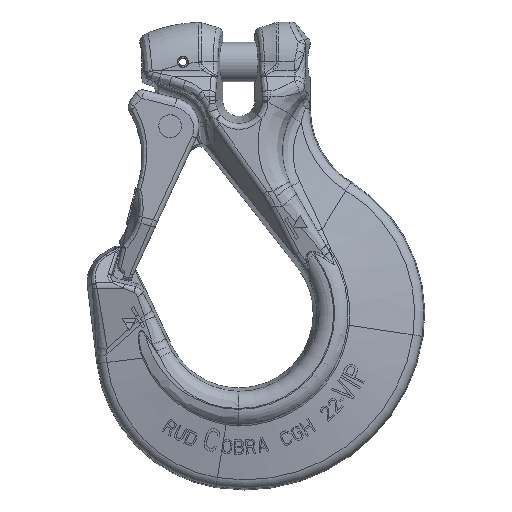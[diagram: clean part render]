
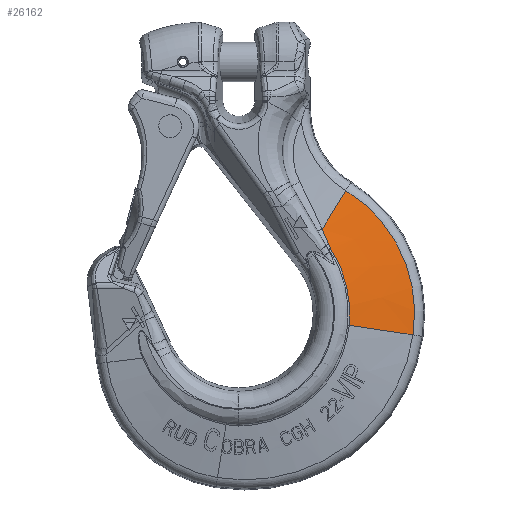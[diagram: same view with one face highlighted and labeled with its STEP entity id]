
A CAD part, top view. The second image highlights one B-rep face of the part: STEP entity #26162.
In plain terms, the highlighted conical face has half-angle 78.408 degrees and reference radius 78.244 mm.
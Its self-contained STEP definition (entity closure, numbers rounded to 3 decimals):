
#4245=CARTESIAN_POINT('',(58.3,17.939,-59.032));
#4288=CARTESIAN_POINT('',(62.872,19.143,-48.503));
#4289=CARTESIAN_POINT('',(62.629,19.087,-49.066));
#4290=CARTESIAN_POINT('',(62.14,18.971,-50.197));
#4291=CARTESIAN_POINT('',(61.397,18.787,-51.914));
#4292=CARTESIAN_POINT('',(60.644,18.592,-53.653));
#4293=CARTESIAN_POINT('',(59.878,18.386,-55.416));
#4294=CARTESIAN_POINT('',(59.098,18.169,-57.206));
#4295=CARTESIAN_POINT('',(58.568,18.017,-58.42));
#4296=CARTESIAN_POINT('',(58.3,17.939,-59.032));
#4313=DIRECTION('',(-0.513,0.201,0.834));
#4314=VECTOR('',#4313,32.295);
#4315=CARTESIAN_POINT('',(74.871,11.449,-85.981));
#4316=LINE('',#4315,#4314);
#4317=CARTESIAN_POINT('',(64.082,19.445,-45.47));
#4318=CARTESIAN_POINT('',(64.137,19.458,-45.334));
#4319=CARTESIAN_POINT('',(64.155,19.478,-45.182));
#4320=CARTESIAN_POINT('',(64.235,19.485,-45.06));
#4322=CARTESIAN_POINT('',(22.,11.449,0.));
#4323=DIRECTION('',(0.,1.,0.));
#4324=DIRECTION('',(0.989,0.,0.148));
#4325=AXIS2_PLACEMENT_3D('',#4322,#4323,#4324);
#5690=CARTESIAN_POINT('',(64.082,19.445,-45.47));
#5691=CARTESIAN_POINT('',(63.895,19.395,-45.979));
#5692=CARTESIAN_POINT('',(63.507,19.293,-46.995));
#5693=CARTESIAN_POINT('',(63.089,19.193,-48.002));
#5694=CARTESIAN_POINT('',(62.872,19.143,-48.503));
#5723=CARTESIAN_POINT('',(77.148,20.716,8.237));
#5724=CARTESIAN_POINT('',(77.232,20.725,7.385));
#5725=CARTESIAN_POINT('',(77.374,20.74,5.678));
#5726=CARTESIAN_POINT('',(77.508,20.754,3.109));
#5727=CARTESIAN_POINT('',(77.564,20.76,0.537));
#5728=CARTESIAN_POINT('',(77.541,20.757,-2.036));
#5729=CARTESIAN_POINT('',(77.44,20.746,-4.606));
#5730=CARTESIAN_POINT('',(77.26,20.728,-7.17));
#5731=CARTESIAN_POINT('',(77.001,20.7,-9.725));
#5732=CARTESIAN_POINT('',(76.666,20.665,-12.268));
#5733=CARTESIAN_POINT('',(76.252,20.623,-14.795));
#5734=CARTESIAN_POINT('',(75.763,20.572,-17.304));
#5735=CARTESIAN_POINT('',(75.197,20.515,-19.792));
#5736=CARTESIAN_POINT('',(74.557,20.45,-22.255));
#5737=CARTESIAN_POINT('',(73.842,20.379,-24.692));
#5738=CARTESIAN_POINT('',(73.054,20.301,-27.101));
#5739=CARTESIAN_POINT('',(72.194,20.217,-29.478));
#5740=CARTESIAN_POINT('',(71.263,20.127,-31.822));
#5741=CARTESIAN_POINT('',(70.261,20.032,-34.131));
#5742=CARTESIAN_POINT('',(69.19,19.932,-36.402));
#5743=CARTESIAN_POINT('',(68.052,19.827,-38.633));
#5744=CARTESIAN_POINT('',(66.848,19.717,-40.822));
#5745=CARTESIAN_POINT('',(65.578,19.604,-42.968));
#5746=CARTESIAN_POINT('',(64.689,19.525,-44.368));
#5747=CARTESIAN_POINT('',(64.235,19.485,-45.06));
#5874=CARTESIAN_POINT('',(77.148,20.716,8.237));
#5876=DIRECTION('',(-0.969,0.201,-0.145));
#5877=VECTOR('',#5876,46.116);
#5878=CARTESIAN_POINT('',(121.828,11.449,14.91));
#5879=LINE('',#5878,#5877);
#15904=VERTEX_POINT('',#5874);
#15915=CARTESIAN_POINT('',(121.828,11.449,14.91));
#15916=CARTESIAN_POINT('',(74.871,11.449,
-85.981));
#15917=VERTEX_POINT('',#15915);
#15918=VERTEX_POINT('',#15916);
#15978=VERTEX_POINT('',#4245);
#15981=VERTEX_POINT('',#4288);
#15984=VERTEX_POINT('',#5690);
#15985=VERTEX_POINT('',#4320);
#26143=CARTESIAN_POINT('',(22.,16.104,0.));
#26144=DIRECTION('',(0.,-1.,0.));
#26145=DIRECTION('',(-0.524,0.,0.852));
#26146=AXIS2_PLACEMENT_3D('',#26143,#26144,#26145);
#26147=CONICAL_SURFACE('',#26146,78.244,78.408);
#26148=ORIENTED_EDGE('',*,*,#26134,.T.);
#26149=ORIENTED_EDGE('',*,*,#17965,.F.);
#26151=ORIENTED_EDGE('',*,*,#26150,.F.);
#26153=ORIENTED_EDGE('',*,*,#26152,.T.);
#26155=ORIENTED_EDGE('',*,*,#26154,.T.);
#26157=ORIENTED_EDGE('',*,*,#26156,.F.);
#26159=ORIENTED_EDGE('',*,*,#26158,.T.);
#26160=EDGE_LOOP('',(#26148,#26149,#26151,#26153,#26155,#26157,#26159));
#26161=FACE_OUTER_BOUND('',#26160,.F.);
#26162=ADVANCED_FACE('',(#26161),#26147,.T.);
#4297=B_SPLINE_CURVE_WITH_KNOTS('',3,(#4288,#4289,#4290,#4291,#4292,#4293,#4294,
#4295,#4296),.UNSPECIFIED.,.F.,.F.,(4,1,1,1,1,1,4),(0.,0.167,
0.333,0.5,0.667,0.833,1.),
.UNSPECIFIED.);
#4321=B_SPLINE_CURVE_WITH_KNOTS('',3,(#4317,#4318,#4319,#4320),.UNSPECIFIED.,
.F.,.F.,(4,4),(0.,1.),.UNSPECIFIED.);
#4326=CIRCLE('',#4325,100.936);
#5695=B_SPLINE_CURVE_WITH_KNOTS('',3,(#5690,#5691,#5692,#5693,#5694),
.UNSPECIFIED.,.F.,.F.,(4,1,4),(0.,0.5,1.),.UNSPECIFIED.);
#5748=B_SPLINE_CURVE_WITH_KNOTS('',3,(#5723,#5724,#5725,#5726,#5727,#5728,#5729,
#5730,#5731,#5732,#5733,#5734,#5735,#5736,#5737,#5738,#5739,#5740,#5741,#5742,
#5743,#5744,#5745,#5746,#5747),.UNSPECIFIED.,.F.,.F.,(4,1,1,1,1,1,1,1,1,1,1,1,1,
1,1,1,1,1,1,1,1,1,4),(0.,0.045,0.091,
0.136,0.182,0.227,0.273,
0.318,0.364,0.409,0.455,0.5,
0.545,0.591,0.636,0.682,
0.727,0.773,0.818,0.864,
0.909,0.955,1.),.UNSPECIFIED.);
#17965=EDGE_CURVE('',#15918,#15978,#4316,.T.);
#26134=EDGE_CURVE('',#15981,#15978,#4297,.T.);
#26150=EDGE_CURVE('',#15917,#15918,#4326,.T.);
#26152=EDGE_CURVE('',#15917,#15904,#5879,.T.);
#26154=EDGE_CURVE('',#15904,#15985,#5748,.T.);
#26156=EDGE_CURVE('',#15984,#15985,#4321,.T.);
#26158=EDGE_CURVE('',#15984,#15981,#5695,.T.);
